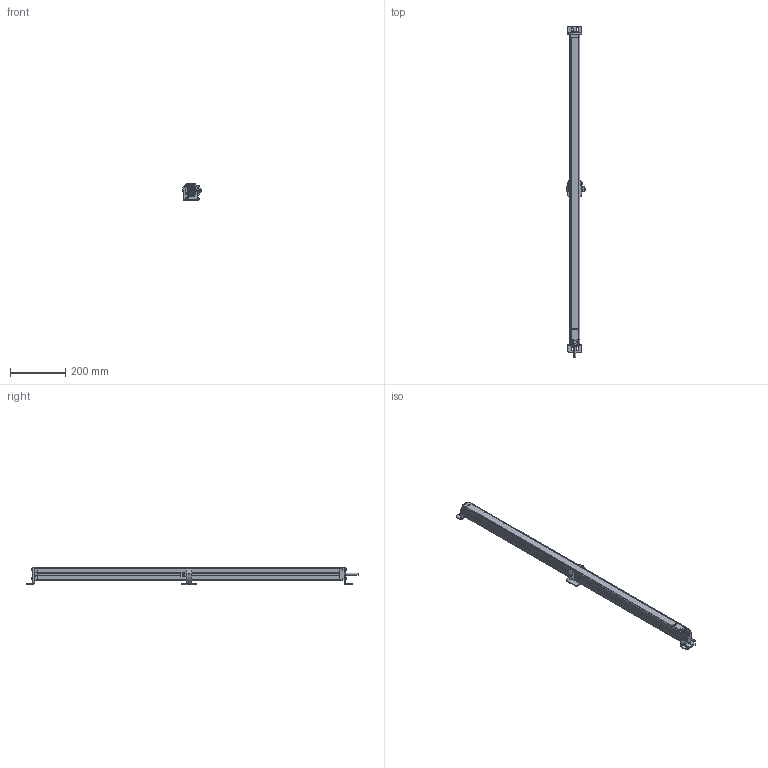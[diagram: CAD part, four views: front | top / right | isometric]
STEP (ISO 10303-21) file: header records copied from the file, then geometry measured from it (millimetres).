
FILE_DESCRIPTION((''),'2;1');
FILE_NAME('139555_ASM','2015-12-02T',('pdmadmin'),(''),'PRO/ENGINEER BY PARAMETRIC TECHNOLOGY CORPORATION, 2013230','PRO/ENGINEER BY PARAMETRIC TECHNOLOGY CORPORATION, 2013230','');
FILE_SCHEMA(('CONFIG_CONTROL_DESIGN'));
Products named in the file (45): 111901; 131958; 111913; 113246_ASM; 125310; 113680; 110450; 116774; 123800_AF1; 116444; 116776; 120102; TVS; FUSE6; P6228; SOT23; 0603; 0805C; SOT89; 1210; 1206; SMCBI; 0603C; HDRR8C; 120102_ASM; 116733_ASM; 114466; 113974; 120095; 111625; 120372; 122072; 120191_AF1; 121071_AF2_ASM; 123801_AF1167; 111834; 111835; 111087; 58892_GENERIC; 114483 ...
Assembly tree (91 placements, depth 4):
  139555_ASM
    113246_ASM
      111901
      131958
      111913
    125310
    113680
    116733_ASM
      110450
      116774
      123800_AF1
      116444
      116776
      120102_ASM
        120102
        TVS  x3
        FUSE6
        P6228  x8
        SOT23  x9
        0603  x8
        0805C  x2
        SOT89  x2
        1210  x3
        1206  x2
        SMCBI
        0603C  x4
        HDRR8C
    114466  x8
    113974
    121071_AF2_ASM
      120095
      111625
      120372
      122072
      120191_AF1
    123801_AF1167
    111834
    111835  x2
    111087  x2
    58892_GENERIC  x4
    71756_ASM
      114483
      114482
      58892  x3
      60139  x2
Bounding box: 68.64 x 1199 x 63 mm (x, y, z)
Volume: 781055.6 mm3; surface area: 497978 mm2
Topology: 87 solids, 102 shells, 5667 faces, 15125 edges, 9805 vertices
Faces by surface type: plane 3550, cylinder 1723, bspline 217, torus 74, cone 65, sphere 38
Entity records: 103559 total; most frequent: CARTESIAN_POINT 29302, ORIENTED_EDGE 15248, DIRECTION 15097, EDGE_CURVE 7652, VECTOR 5501, LINE 5501, VERTEX_POINT 4934, AXIS2_PLACEMENT_3D 4798
